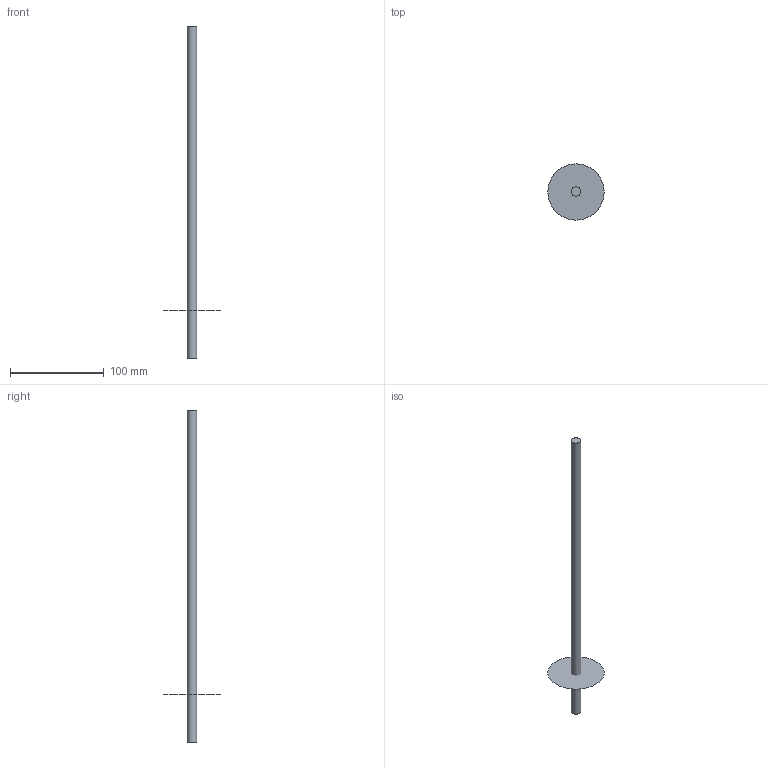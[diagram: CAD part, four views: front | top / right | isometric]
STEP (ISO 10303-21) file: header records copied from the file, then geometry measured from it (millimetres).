
FILE_DESCRIPTION(('FreeCAD Model'),'2;1');
FILE_NAME('Open CASCADE Shape Model','2025-04-16T15:16:42',('FreeCAD'),( 'FreeCAD'),'Open CASCADE STEP processor 7.8','FreeCAD','Unknown');
FILE_SCHEMA(('AUTOMOTIVE_DESIGN { 1 0 10303 214 1 1 1 1 }'));
Length unit declared in the file: millimetre
Products named in the file (1): Open CASCADE STEP translator 7.8 1
Bounding box: 60 x 60 x 354 mm (x, y, z)
Volume: 27803.1 mm3; surface area: 16933.2 mm2
Topology: 1 solids, 3 shells, 5 faces, 5 edges, 4 vertices
Faces by surface type: plane 4, cylinder 1
Full cylindrical faces by diameter (mm): 10 x1
Entity records: 107 total; most frequent: DIRECTION 21, CARTESIAN_POINT 15, AXIS2_PLACEMENT_3D 10, ORIENTED_EDGE 8, ADVANCED_FACE 5, FACE_BOUND 5, EDGE_LOOP 5, EDGE_CURVE 5
